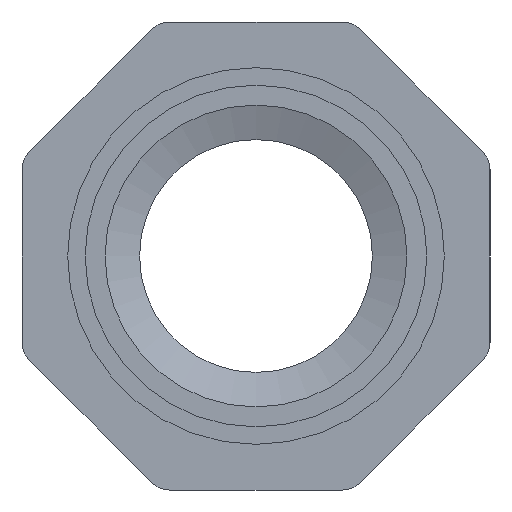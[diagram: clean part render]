
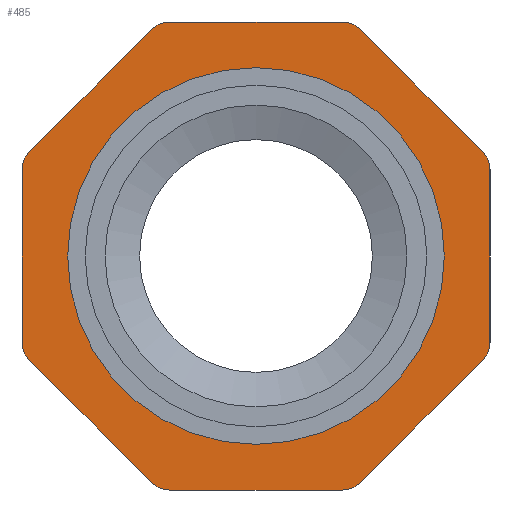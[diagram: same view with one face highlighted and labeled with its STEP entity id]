
A CAD part, left-side view. The second image highlights one B-rep face of the part: STEP entity #485.
In plain terms, the highlighted planar face has unit normal (-1, 0, 0).
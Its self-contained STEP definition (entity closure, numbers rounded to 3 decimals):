
#18=FACE_BOUND('',#82,.T.);
#31=PLANE('',#550);
#52=FACE_OUTER_BOUND('',#81,.T.);
#81=EDGE_LOOP('',(#383,#384,#385,#386,#387,#388,#389,#390,#391,#392,#393,
#394,#395,#396,#397,#398));
#82=EDGE_LOOP('',(#399));
#102=LINE('',#745,#142);
#106=LINE('',#757,#146);
#110=LINE('',#769,#150);
#114=LINE('',#781,#154);
#118=LINE('',#793,#158);
#122=LINE('',#805,#162);
#126=LINE('',#817,#166);
#130=LINE('',#827,#170);
#142=VECTOR('',#588,10.);
#146=VECTOR('',#600,10.);
#150=VECTOR('',#612,10.);
#154=VECTOR('',#624,10.);
#158=VECTOR('',#636,10.);
#162=VECTOR('',#648,10.);
#166=VECTOR('',#660,10.);
#170=VECTOR('',#672,10.);
#180=CIRCLE('',#520,2.3);
#182=CIRCLE('',#524,2.3);
#184=CIRCLE('',#528,2.3);
#186=CIRCLE('',#532,2.3);
#188=CIRCLE('',#536,2.3);
#190=CIRCLE('',#540,2.3);
#192=CIRCLE('',#544,2.3);
#194=CIRCLE('',#548,2.3);
#195=CIRCLE('',#551,16.5);
#209=VERTEX_POINT('',#736);
#210=VERTEX_POINT('',#738);
#212=VERTEX_POINT('',#744);
#214=VERTEX_POINT('',#750);
#216=VERTEX_POINT('',#756);
#218=VERTEX_POINT('',#762);
#220=VERTEX_POINT('',#768);
#222=VERTEX_POINT('',#774);
#224=VERTEX_POINT('',#780);
#226=VERTEX_POINT('',#786);
#228=VERTEX_POINT('',#792);
#230=VERTEX_POINT('',#798);
#232=VERTEX_POINT('',#804);
#234=VERTEX_POINT('',#810);
#236=VERTEX_POINT('',#816);
#238=VERTEX_POINT('',#822);
#239=VERTEX_POINT('',#829);
#253=EDGE_CURVE('',#210,#209,#180,.T.);
#256=EDGE_CURVE('',#212,#210,#102,.T.);
#259=EDGE_CURVE('',#214,#212,#182,.T.);
#262=EDGE_CURVE('',#216,#214,#106,.T.);
#265=EDGE_CURVE('',#218,#216,#184,.T.);
#268=EDGE_CURVE('',#220,#218,#110,.T.);
#271=EDGE_CURVE('',#222,#220,#186,.T.);
#274=EDGE_CURVE('',#224,#222,#114,.T.);
#277=EDGE_CURVE('',#226,#224,#188,.T.);
#280=EDGE_CURVE('',#228,#226,#118,.T.);
#283=EDGE_CURVE('',#230,#228,#190,.T.);
#286=EDGE_CURVE('',#232,#230,#122,.T.);
#289=EDGE_CURVE('',#234,#232,#192,.T.);
#292=EDGE_CURVE('',#236,#234,#126,.T.);
#295=EDGE_CURVE('',#238,#236,#194,.T.);
#298=EDGE_CURVE('',#209,#238,#130,.T.);
#299=EDGE_CURVE('',#239,#239,#195,.T.);
#383=ORIENTED_EDGE('',*,*,#298,.T.);
#384=ORIENTED_EDGE('',*,*,#295,.T.);
#385=ORIENTED_EDGE('',*,*,#292,.T.);
#386=ORIENTED_EDGE('',*,*,#289,.T.);
#387=ORIENTED_EDGE('',*,*,#286,.T.);
#388=ORIENTED_EDGE('',*,*,#283,.T.);
#389=ORIENTED_EDGE('',*,*,#280,.T.);
#390=ORIENTED_EDGE('',*,*,#277,.T.);
#391=ORIENTED_EDGE('',*,*,#274,.T.);
#392=ORIENTED_EDGE('',*,*,#271,.T.);
#393=ORIENTED_EDGE('',*,*,#268,.T.);
#394=ORIENTED_EDGE('',*,*,#265,.T.);
#395=ORIENTED_EDGE('',*,*,#262,.T.);
#396=ORIENTED_EDGE('',*,*,#259,.T.);
#397=ORIENTED_EDGE('',*,*,#256,.T.);
#398=ORIENTED_EDGE('',*,*,#253,.T.);
#399=ORIENTED_EDGE('',*,*,#299,.F.);
#485=ADVANCED_FACE('',(#52,#18),#31,.T.);
#520=AXIS2_PLACEMENT_3D('',#739,#582,#583);
#524=AXIS2_PLACEMENT_3D('',#751,#594,#595);
#528=AXIS2_PLACEMENT_3D('',#763,#606,#607);
#532=AXIS2_PLACEMENT_3D('',#775,#618,#619);
#536=AXIS2_PLACEMENT_3D('',#787,#630,#631);
#540=AXIS2_PLACEMENT_3D('',#799,#642,#643);
#544=AXIS2_PLACEMENT_3D('',#811,#654,#655);
#548=AXIS2_PLACEMENT_3D('',#823,#666,#667);
#550=AXIS2_PLACEMENT_3D('',#828,#673,#674);
#551=AXIS2_PLACEMENT_3D('',#830,#675,#676);
#582=DIRECTION('center_axis',(-1.,0.,0.));
#583=DIRECTION('ref_axis',(0.,0.707,0.707));
#588=DIRECTION('',(0.,0.707,-0.707));
#594=DIRECTION('center_axis',(-1.,0.,0.));
#595=DIRECTION('ref_axis',(0.,0.,1.));
#600=DIRECTION('',(0.,1.,0.));
#606=DIRECTION('center_axis',(-1.,0.,0.));
#607=DIRECTION('ref_axis',(0.,-0.707,0.707));
#612=DIRECTION('',(0.,0.707,0.707));
#618=DIRECTION('center_axis',(-1.,0.,0.));
#619=DIRECTION('ref_axis',(0.,-1.,0.));
#624=DIRECTION('',(0.,0.,1.));
#630=DIRECTION('center_axis',(-1.,0.,0.));
#631=DIRECTION('ref_axis',(0.,-0.707,-0.707));
#636=DIRECTION('',(0.,-0.707,0.707));
#642=DIRECTION('center_axis',(-1.,0.,0.));
#643=DIRECTION('ref_axis',(0.,0.,-1.));
#648=DIRECTION('',(0.,-1.,0.));
#654=DIRECTION('center_axis',(-1.,0.,0.));
#655=DIRECTION('ref_axis',(0.,0.707,-0.707));
#660=DIRECTION('',(0.,-0.707,-0.707));
#666=DIRECTION('center_axis',(-1.,0.,0.));
#667=DIRECTION('ref_axis',(0.,1.,0.));
#672=DIRECTION('',(0.,0.,-1.));
#673=DIRECTION('center_axis',(-1.,0.,0.));
#674=DIRECTION('ref_axis',(0.,0.,1.));
#675=DIRECTION('center_axis',(-1.,0.,0.));
#676=DIRECTION('ref_axis',(0.,1.,0.));
#736=CARTESIAN_POINT('',(2.25,20.5,7.539));
#738=CARTESIAN_POINT('',(2.25,19.826,9.165));
#739=CARTESIAN_POINT('Origin',(2.25,18.2,7.539));
#744=CARTESIAN_POINT('',(2.25,9.165,19.826));
#745=CARTESIAN_POINT('',(2.25,9.165,19.826));
#750=CARTESIAN_POINT('',(2.25,7.539,20.5));
#751=CARTESIAN_POINT('Origin',(2.25,7.539,18.2));
#756=CARTESIAN_POINT('',(2.25,-7.539,20.5));
#757=CARTESIAN_POINT('',(2.25,-7.539,20.5));
#762=CARTESIAN_POINT('',(2.25,-9.165,19.826));
#763=CARTESIAN_POINT('Origin',(2.25,-7.539,18.2));
#768=CARTESIAN_POINT('',(2.25,-19.826,9.165));
#769=CARTESIAN_POINT('',(2.25,-19.826,9.165));
#774=CARTESIAN_POINT('',(2.25,-20.5,7.539));
#775=CARTESIAN_POINT('Origin',(2.25,-18.2,7.539));
#780=CARTESIAN_POINT('',(2.25,-20.5,-7.539));
#781=CARTESIAN_POINT('',(2.25,-20.5,-7.539));
#786=CARTESIAN_POINT('',(2.25,-19.826,-9.165));
#787=CARTESIAN_POINT('Origin',(2.25,-18.2,-7.539));
#792=CARTESIAN_POINT('',(2.25,-9.165,-19.826));
#793=CARTESIAN_POINT('',(2.25,-9.165,-19.826));
#798=CARTESIAN_POINT('',(2.25,-7.539,-20.5));
#799=CARTESIAN_POINT('Origin',(2.25,-7.539,-18.2));
#804=CARTESIAN_POINT('',(2.25,7.539,-20.5));
#805=CARTESIAN_POINT('',(2.25,7.539,-20.5));
#810=CARTESIAN_POINT('',(2.25,9.165,-19.826));
#811=CARTESIAN_POINT('Origin',(2.25,7.539,-18.2));
#816=CARTESIAN_POINT('',(2.25,19.826,-9.165));
#817=CARTESIAN_POINT('',(2.25,19.826,-9.165));
#822=CARTESIAN_POINT('',(2.25,20.5,-7.539));
#823=CARTESIAN_POINT('Origin',(2.25,18.2,-7.539));
#827=CARTESIAN_POINT('',(2.25,20.5,7.539));
#828=CARTESIAN_POINT('Origin',(2.25,0.,0.));
#829=CARTESIAN_POINT('',(2.25,-16.5,0.));
#830=CARTESIAN_POINT('Origin',(2.25,0.,0.));
